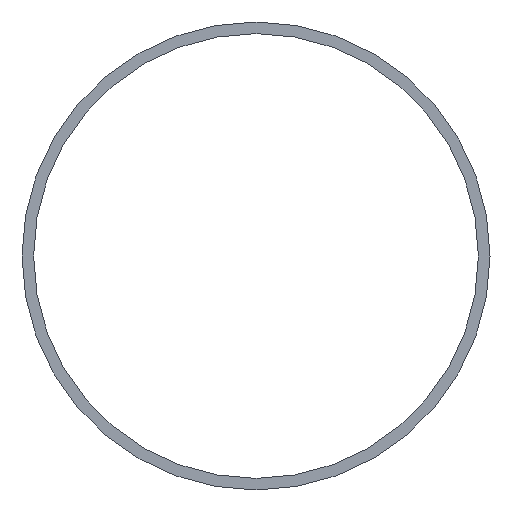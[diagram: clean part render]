
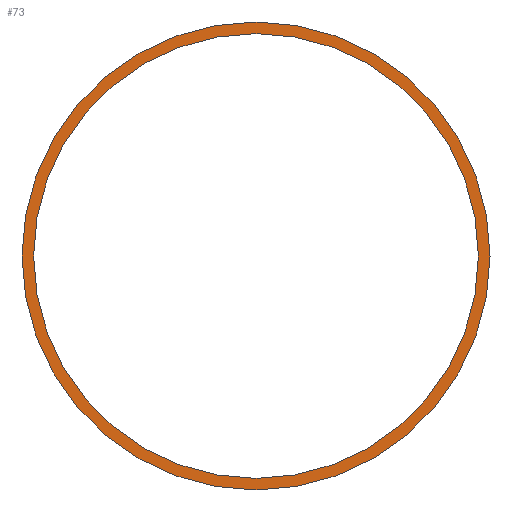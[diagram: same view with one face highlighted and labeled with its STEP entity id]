
A CAD part, left-side view. The second image highlights one B-rep face of the part: STEP entity #73.
In plain terms, the highlighted planar face has unit normal (-1, 0, 0).
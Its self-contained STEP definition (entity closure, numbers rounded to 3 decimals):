
#51 = EDGE_CURVE( '', #57, #67, #121, .T. );
#57 = VERTEX_POINT( '', #127 );
#67 = VERTEX_POINT( '', #139 );
#73 = ADVANCED_FACE( '', ( #146, #147 ), #148, .F. );
#79 = EDGE_CURVE( '', #67, #57, #154, .T. );
#81 = EDGE_CURVE( '', #103, #95, #156, .T. );
#95 = VERTEX_POINT( '', #171 );
#97 = EDGE_CURVE( '', #95, #103, #173, .T. );
#103 = VERTEX_POINT( '', #181 );
#121 = CIRCLE( '', #190, 62.5 );
#127 = CARTESIAN_POINT( '', ( 0., 0., -62.5 ) );
#139 = CARTESIAN_POINT( '', ( 0., 0., 62.5 ) );
#146 = FACE_OUTER_BOUND( '', #217, .T. );
#147 = FACE_BOUND( '', #218, .T. );
#148 = PLANE( '', #219 );
#154 = CIRCLE( '', #228, 62.5 );
#156 = CIRCLE( '', #231, 59.4 );
#171 = CARTESIAN_POINT( '', ( 0., 0., -59.4 ) );
#173 = CIRCLE( '', #256, 59.4 );
#181 = CARTESIAN_POINT( '', ( 0., 0., 59.4 ) );
#190 = AXIS2_PLACEMENT_3D( '', #266, #267, #268 );
#217 = EDGE_LOOP( '', ( #299, #300 ) );
#218 = EDGE_LOOP( '', ( #301, #302 ) );
#219 = AXIS2_PLACEMENT_3D( '', #303, #304, #305 );
#228 = AXIS2_PLACEMENT_3D( '', #307, #308, #309 );
#231 = AXIS2_PLACEMENT_3D( '', #310, #311, #312 );
#256 = AXIS2_PLACEMENT_3D( '', #332, #333, #334 );
#266 = CARTESIAN_POINT( '', ( 0., 0., 0. ) );
#267 = DIRECTION( '', ( 1., 0., 0. ) );
#268 = DIRECTION( '', ( 0., 0., -1. ) );
#299 = ORIENTED_EDGE( '', *, *, #51, .F. );
#300 = ORIENTED_EDGE( '', *, *, #79, .F. );
#301 = ORIENTED_EDGE( '', *, *, #97, .T. );
#302 = ORIENTED_EDGE( '', *, *, #81, .T. );
#303 = CARTESIAN_POINT( '', ( 0., 0., 0. ) );
#304 = DIRECTION( '', ( 1., 0., 0. ) );
#305 = DIRECTION( '', ( 0., 0., -1. ) );
#307 = CARTESIAN_POINT( '', ( 0., 0., 0. ) );
#308 = DIRECTION( '', ( 1., 0., 0. ) );
#309 = DIRECTION( '', ( 0., 0., -1. ) );
#310 = CARTESIAN_POINT( '', ( 0., 0., 0. ) );
#311 = DIRECTION( '', ( 1., 0., 0. ) );
#312 = DIRECTION( '', ( 0., 0., -1. ) );
#332 = CARTESIAN_POINT( '', ( 0., 0., 0. ) );
#333 = DIRECTION( '', ( 1., 0., 0. ) );
#334 = DIRECTION( '', ( 0., 0., -1. ) );
